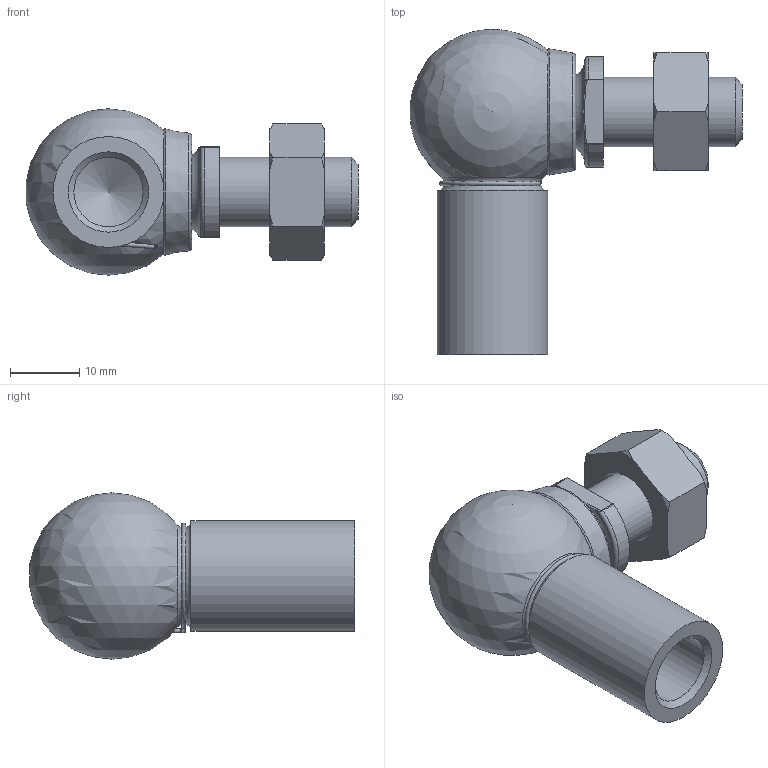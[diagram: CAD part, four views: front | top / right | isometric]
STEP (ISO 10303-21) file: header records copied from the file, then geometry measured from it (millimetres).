
FILE_DESCRIPTION (( 'STEP AP214' ), '1' );
FILE_NAME ('75.01.08.0005.step', '2021-04-02T17:53:57', ( '' ), ( '' ), 'SwSTEP 2.0', 'SolidWorks 2021', '' );
FILE_SCHEMA (( 'AUTOMOTIVE_DESIGN' ));
Length unit declared in the file: millimetre
Products named in the file (1): 75.01.08.0005
Bounding box: 47.91 x 46.91 x 24 mm (x, y, z)
Volume: 13523.5 mm3; surface area: 8164.3 mm2
Topology: 6 solids, 6 shells, 92 faces, 209 edges, 129 vertices
Faces by surface type: plane 24, cone 21, cylinder 17, bspline 14, torus 11, sphere 5
Full cylindrical faces by diameter (mm): 0.6 x2, 0.7 x2, 10 x3, 16 x1, 16.8 x2, 17.8 x1
Entity records: 2976 total; most frequent: CARTESIAN_POINT 1176, DIRECTION 336, ORIENTED_EDGE 318, EDGE_CURVE 159, AXIS2_PLACEMENT_3D 154, EDGE_LOOP 136, VERTEX_POINT 115, FACE_OUTER_BOUND 112
